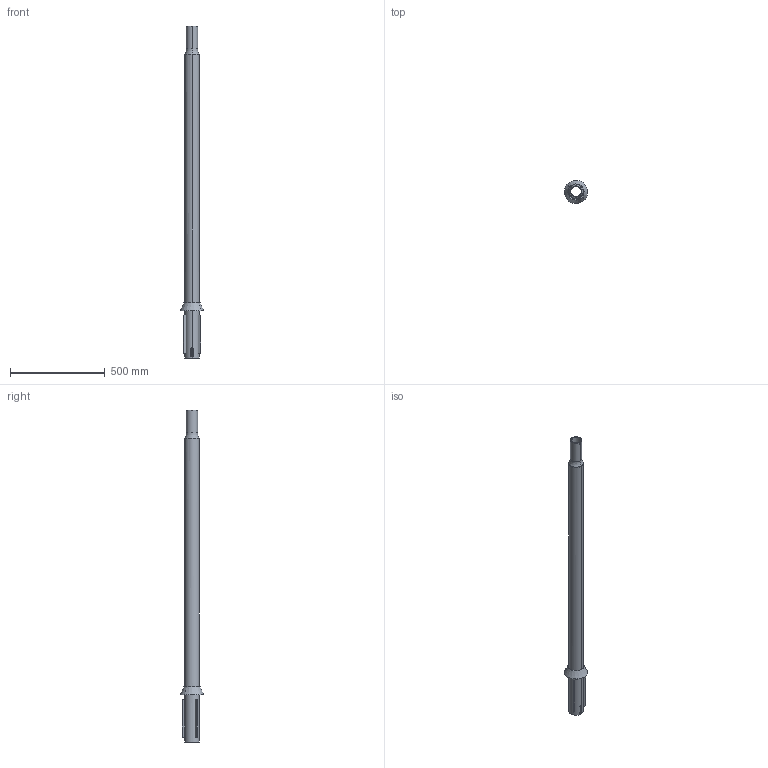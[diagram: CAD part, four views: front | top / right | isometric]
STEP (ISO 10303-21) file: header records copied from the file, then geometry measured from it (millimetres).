
FILE_DESCRIPTION (( 'STEP AP214' ), '1' );
FILE_NAME ('130310KXXX S200BO 4608286 S-OLAKEVARSI_3D.step', '2022-05-28T14:37:40', ( '' ), ( '' ), 'SwSTEP 2.0', 'SolidWorks 2021', '' );
FILE_SCHEMA (( 'AUTOMOTIVE_DESIGN' ));
Length unit declared in the file: millimetre
Products named in the file (4): 130310KXXX S200BO 4608286 S-OLAKEVARSI_3D; S-OLAKEVARREN AIHIO_S200BO; OLAKEVARREN LATTA_LATTA 3X14X200; SOVITERENGAS OLAKEVARSI_SOVITERENGAS D76-D114
Assembly tree (5 placements, depth 2):
  130310KXXX S200BO 4608286 S-OLAKEVARSI_3D
    S-OLAKEVARREN AIHIO_S200BO
    SOVITERENGAS OLAKEVARSI_SOVITERENGAS D76-D114
    OLAKEVARREN LATTA_LATTA 3X14X200  x3
Bounding box: 122.97 x 122.97 x 1750 mm (x, y, z)
Volume: 1215395 mm3; surface area: 843558.5 mm2
Topology: 5 solids, 5 shells, 64 faces, 144 edges, 88 vertices
Faces by surface type: plane 26, cylinder 20, cone 10, torus 6, bspline 2
Entity records: 2046 total; most frequent: CARTESIAN_POINT 672, DIRECTION 286, ORIENTED_EDGE 240, EDGE_CURVE 120, AXIS2_PLACEMENT_3D 114, VERTEX_POINT 72, VECTOR 58, LINE 58
